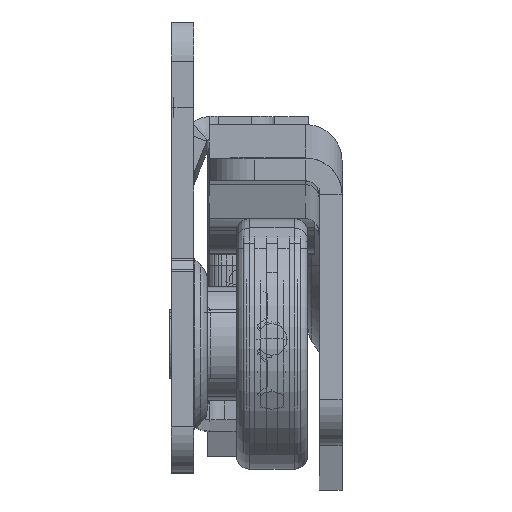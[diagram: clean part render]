
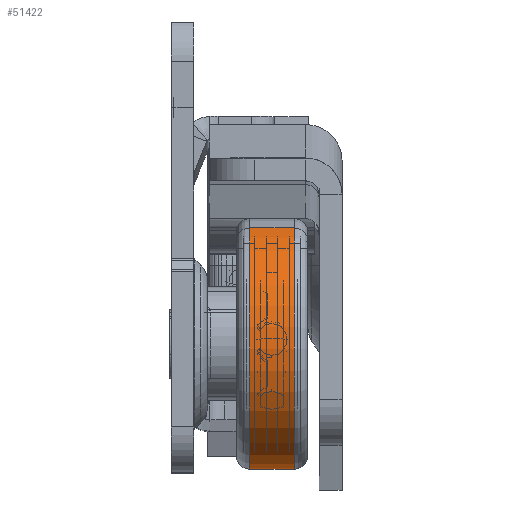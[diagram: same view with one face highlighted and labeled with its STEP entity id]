
A CAD part, top view. The second image highlights one B-rep face of the part: STEP entity #51422.
In plain terms, the highlighted cylindrical face has radius 11 mm (diameter 22 mm), a partial arc.
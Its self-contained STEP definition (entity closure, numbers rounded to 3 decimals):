
#68 = EDGE_CURVE ( 'NONE', #9034, #50642, #37716, .T. ) ;
#935 = CIRCLE ( 'NONE', #19416, 11. ) ;
#1080 = CARTESIAN_POINT ( 'NONE',  ( 0., 0., 11. ) ) ;
#1858 = FACE_OUTER_BOUND ( 'NONE', #36630, .T. ) ;
#3560 = ORIENTED_EDGE ( 'NONE', *, *, #44209, .T. ) ;
#5966 = AXIS2_PLACEMENT_3D ( 'NONE', #55598, #39076, #7064 ) ;
#7064 = DIRECTION ( 'NONE',  ( 0., 0., 1. ) ) ;
#9034 = VERTEX_POINT ( 'NONE', #14489 ) ;
#10707 = VERTEX_POINT ( 'NONE', #25861 ) ;
#13171 = EDGE_CURVE ( 'NONE', #50642, #23899, #935, .T. ) ;
#13261 = DIRECTION ( 'NONE',  ( -1., 0., 0. ) ) ;
#14489 = CARTESIAN_POINT ( 'NONE',  ( 5.1, 0., 11. ) ) ;
#18769 = CARTESIAN_POINT ( 'NONE',  ( 0., 0., -11. ) ) ;
#19416 = AXIS2_PLACEMENT_3D ( 'NONE', #23225, #41020, #49145 ) ;
#22934 = CARTESIAN_POINT ( 'NONE',  ( 1.2, 0., 11. ) ) ;
#23225 = CARTESIAN_POINT ( 'NONE',  ( 1.2, 0., 0. ) ) ;
#23899 = VERTEX_POINT ( 'NONE', #35624 ) ;
#25861 = CARTESIAN_POINT ( 'NONE',  ( 5.1, 0., -11. ) ) ;
#28301 = DIRECTION ( 'NONE',  ( -1., 0., 0. ) ) ;
#29207 = CIRCLE ( 'NONE', #5966, 11. ) ;
#34177 = ORIENTED_EDGE ( 'NONE', *, *, #68, .F. ) ;
#35624 = CARTESIAN_POINT ( 'NONE',  ( 1.2, 0., -11. ) ) ;
#36630 = EDGE_LOOP ( 'NONE', ( #3560, #52378, #51850, #34177 ) ) ;
#37059 = CYLINDRICAL_SURFACE ( 'NONE', #45044, 11. ) ;
#37716 = LINE ( 'NONE', #1080, #45991 ) ;
#39076 = DIRECTION ( 'NONE',  ( -1., 0., 0. ) ) ;
#41020 = DIRECTION ( 'NONE',  ( -1., 0., 0. ) ) ;
#42829 = CARTESIAN_POINT ( 'NONE',  ( 0., 0., 0. ) ) ;
#44209 = EDGE_CURVE ( 'NONE', #9034, #10707, #29207, .T. ) ;
#45004 = LINE ( 'NONE', #18769, #54933 ) ;
#45044 = AXIS2_PLACEMENT_3D ( 'NONE', #42829, #28301, #50670 ) ;
#45991 = VECTOR ( 'NONE', #46106, 1000. ) ;
#46106 = DIRECTION ( 'NONE',  ( -1., 0., 0. ) ) ;
#48219 = EDGE_CURVE ( 'NONE', #10707, #23899, #45004, .T. ) ;
#49145 = DIRECTION ( 'NONE',  ( 0., 0., 1. ) ) ;
#50642 = VERTEX_POINT ( 'NONE', #22934 ) ;
#50670 = DIRECTION ( 'NONE',  ( 0., 0., 1. ) ) ;
#51422 = ADVANCED_FACE ( 'NONE', ( #1858 ), #37059, .T. ) ;
#51850 = ORIENTED_EDGE ( 'NONE', *, *, #13171, .F. ) ;
#52378 = ORIENTED_EDGE ( 'NONE', *, *, #48219, .T. ) ;
#54933 = VECTOR ( 'NONE', #13261, 1000. ) ;
#55598 = CARTESIAN_POINT ( 'NONE',  ( 5.1, 0., 0. ) ) ;
